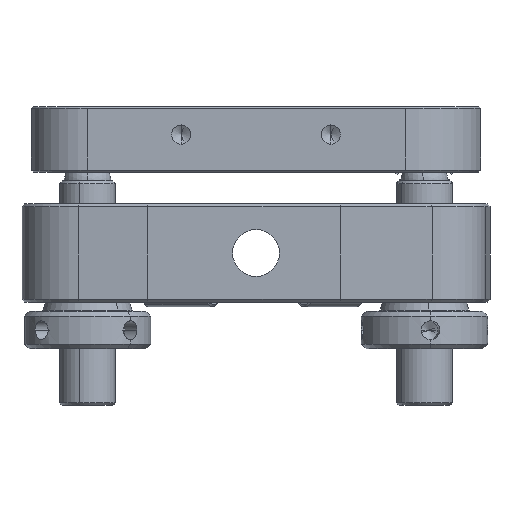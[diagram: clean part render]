
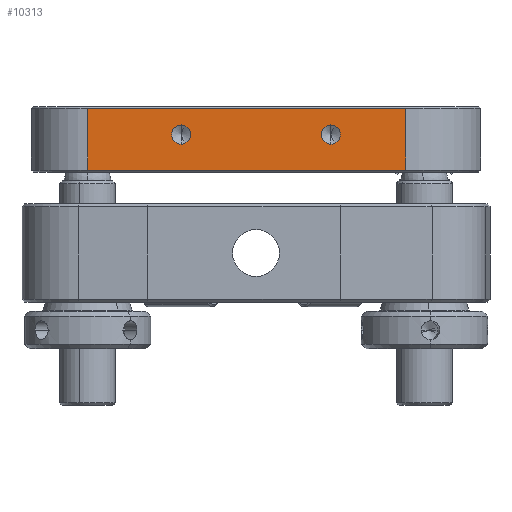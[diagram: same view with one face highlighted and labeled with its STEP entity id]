
A CAD part, front view. The second image highlights one B-rep face of the part: STEP entity #10313.
In plain terms, the highlighted planar face has unit normal (0, -1, 0).
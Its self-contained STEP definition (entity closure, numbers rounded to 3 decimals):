
#642 = EDGE_LOOP ( 'NONE', ( #9165, #14539 ) ) ;
#814 = EDGE_CURVE ( 'NONE', #8375, #6159, #16770, .T. ) ;
#892 = VECTOR ( 'NONE', #9023, 1000. ) ;
#987 = VERTEX_POINT ( 'NONE', #5327 ) ;
#1135 = AXIS2_PLACEMENT_3D ( 'NONE', #12386, #10761, #10968 ) ;
#1204 = CIRCLE ( 'NONE', #17052, 1.025 ) ;
#1328 = PLANE ( 'NONE',  #12374 ) ;
#1331 = LINE ( 'NONE', #12258, #892 ) ;
#1534 = AXIS2_PLACEMENT_3D ( 'NONE', #9333, #19040, #15799 ) ;
#1741 = DIRECTION ( 'NONE',  ( 0., 0., -1. ) ) ;
#2648 = FACE_OUTER_BOUND ( 'NONE', #16752, .T. ) ;
#2749 = FACE_BOUND ( 'NONE', #642, .T. ) ;
#3131 = DIRECTION ( 'NONE',  ( -1., 0., 0. ) ) ;
#3845 = ORIENTED_EDGE ( 'NONE', *, *, #7652, .F. ) ;
#3864 = CARTESIAN_POINT ( 'NONE',  ( -18., -24., -7.351 ) ) ;
#3972 = DIRECTION ( 'NONE',  ( 0., 1., 0. ) ) ;
#4164 = CARTESIAN_POINT ( 'NONE',  ( -8., -24., -2.325 ) ) ;
#4962 = EDGE_CURVE ( 'NONE', #10035, #9822, #15713, .T. ) ;
#5076 = ORIENTED_EDGE ( 'NONE', *, *, #5826, .F. ) ;
#5253 = DIRECTION ( 'NONE',  ( 0., -1., 0. ) ) ;
#5327 = CARTESIAN_POINT ( 'NONE',  ( 8., -24., -4.375 ) ) ;
#5425 = VECTOR ( 'NONE', #12582, 1000. ) ;
#5441 = EDGE_LOOP ( 'NONE', ( #3845, #11329 ) ) ;
#5675 = CARTESIAN_POINT ( 'NONE',  ( -8., -24., -4.375 ) ) ;
#5826 = EDGE_CURVE ( 'NONE', #10035, #6159, #17425, .T. ) ;
#6159 = VERTEX_POINT ( 'NONE', #15958 ) ;
#6396 = AXIS2_PLACEMENT_3D ( 'NONE', #17582, #5253, #6972 ) ;
#6435 = CARTESIAN_POINT ( 'NONE',  ( 16., -24., -7.15 ) ) ;
#6556 = ORIENTED_EDGE ( 'NONE', *, *, #814, .T. ) ;
#6805 = EDGE_CURVE ( 'NONE', #12319, #13288, #10891, .T. ) ;
#6972 = DIRECTION ( 'NONE',  ( 0., 0., 1. ) ) ;
#6973 = CIRCLE ( 'NONE', #1135, 1.025 ) ;
#7035 = EDGE_CURVE ( 'NONE', #987, #9685, #1204, .T. ) ;
#7187 = CARTESIAN_POINT ( 'NONE',  ( 16., -24., -7.15 ) ) ;
#7436 = CARTESIAN_POINT ( 'NONE',  ( -18., -24., -7.15 ) ) ;
#7652 = EDGE_CURVE ( 'NONE', #9685, #987, #6973, .T. ) ;
#7662 = CIRCLE ( 'NONE', #1534, 1.025 ) ;
#8375 = VERTEX_POINT ( 'NONE', #16939 ) ;
#8506 = DIRECTION ( 'NONE',  ( 0., 0., 1. ) ) ;
#8981 = DIRECTION ( 'NONE',  ( 0., 0., 1. ) ) ;
#9023 = DIRECTION ( 'NONE',  ( 0., 0., 1. ) ) ;
#9072 = CARTESIAN_POINT ( 'NONE',  ( 8., -24., -3.35 ) ) ;
#9165 = ORIENTED_EDGE ( 'NONE', *, *, #13652, .F. ) ;
#9333 = CARTESIAN_POINT ( 'NONE',  ( -8., -24., -3.35 ) ) ;
#9685 = VERTEX_POINT ( 'NONE', #14023 ) ;
#9822 = VERTEX_POINT ( 'NONE', #7187 ) ;
#10035 = VERTEX_POINT ( 'NONE', #7436 ) ;
#10196 = VECTOR ( 'NONE', #3131, 1000. ) ;
#10313 = ADVANCED_FACE ( 'NONE', ( #2648, #10424, #2749 ), #1328, .F. ) ;
#10424 = FACE_BOUND ( 'NONE', #5441, .T. ) ;
#10761 = DIRECTION ( 'NONE',  ( 0., -1., 0. ) ) ;
#10891 = CIRCLE ( 'NONE', #6396, 1.025 ) ;
#10968 = DIRECTION ( 'NONE',  ( 0., 0., 1. ) ) ;
#11329 = ORIENTED_EDGE ( 'NONE', *, *, #7035, .F. ) ;
#11383 = ORIENTED_EDGE ( 'NONE', *, *, #4962, .T. ) ;
#12258 = CARTESIAN_POINT ( 'NONE',  ( 16., -24., -7.35 ) ) ;
#12319 = VERTEX_POINT ( 'NONE', #5675 ) ;
#12374 = AXIS2_PLACEMENT_3D ( 'NONE', #13562, #3972, #1741 ) ;
#12386 = CARTESIAN_POINT ( 'NONE',  ( 8., -24., -3.35 ) ) ;
#12523 = CARTESIAN_POINT ( 'NONE',  ( 24., -24., -0.55 ) ) ;
#12582 = DIRECTION ( 'NONE',  ( 1., 0., 0. ) ) ;
#13288 = VERTEX_POINT ( 'NONE', #4164 ) ;
#13562 = CARTESIAN_POINT ( 'NONE',  ( 24., -24., -7.35 ) ) ;
#13652 = EDGE_CURVE ( 'NONE', #13288, #12319, #7662, .T. ) ;
#14023 = CARTESIAN_POINT ( 'NONE',  ( 8., -24., -2.325 ) ) ;
#14474 = EDGE_CURVE ( 'NONE', #9822, #8375, #1331, .T. ) ;
#14539 = ORIENTED_EDGE ( 'NONE', *, *, #6805, .F. ) ;
#15524 = VECTOR ( 'NONE', #8506, 1000. ) ;
#15713 = LINE ( 'NONE', #6435, #5425 ) ;
#15799 = DIRECTION ( 'NONE',  ( 0., 0., 1. ) ) ;
#15958 = CARTESIAN_POINT ( 'NONE',  ( -18., -24., -0.55 ) ) ;
#16294 = ORIENTED_EDGE ( 'NONE', *, *, #14474, .T. ) ;
#16752 = EDGE_LOOP ( 'NONE', ( #5076, #11383, #16294, #6556 ) ) ;
#16770 = LINE ( 'NONE', #12523, #10196 ) ;
#16939 = CARTESIAN_POINT ( 'NONE',  ( 16., -24., -0.55 ) ) ;
#17052 = AXIS2_PLACEMENT_3D ( 'NONE', #9072, #18187, #8981 ) ;
#17425 = LINE ( 'NONE', #3864, #15524 ) ;
#17582 = CARTESIAN_POINT ( 'NONE',  ( -8., -24., -3.35 ) ) ;
#18187 = DIRECTION ( 'NONE',  ( 0., -1., 0. ) ) ;
#19040 = DIRECTION ( 'NONE',  ( 0., -1., 0. ) ) ;
